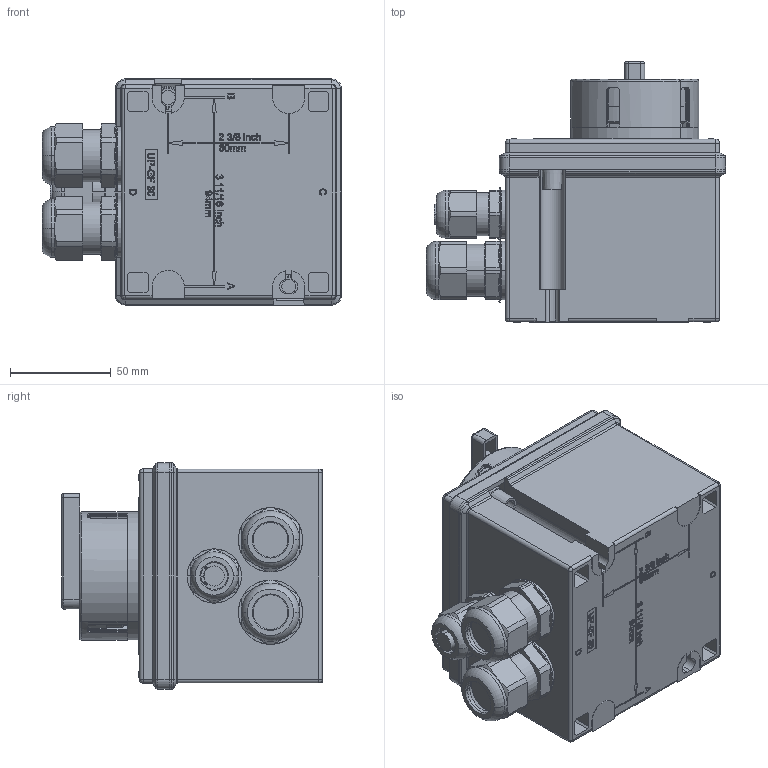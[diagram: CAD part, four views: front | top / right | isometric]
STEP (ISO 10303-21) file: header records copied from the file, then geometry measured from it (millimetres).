
FILE_DESCRIPTION (( 'STEP AP203' ), '1' );
FILE_NAME ('8146_5-V37-300-50-__50.STEP', '2015-05-06T10:01:37', ( '' ), ( '' ), 'SwSTEP 2.0', 'SolidWorks 2015', '' );
FILE_SCHEMA (( 'CONFIG_CONTROL_DESIGN' ));
Length unit declared in the file: millimetre
Products named in the file (33): 81_469_61_04_0_3d export; 86_029_05_16_0_schwarz ohne schrift; 81_610_95_01_0_229917_Dichtung; 81_619_01_59_0_138562_Gr.8; 81_616_05_30_0_RDE_M20; 81_616_05_30_0_Anschlussgewindedichtung_M20; 81_460_93_05_0_Dichtung; 81_469_01_91_0; 509_642_0; 81_610_95_01_0_229918_Hutmutter_Standatd; 86_029_06_95_0; 81_610_95_01_0_229918_Stutzen; 85_379_05_25_0_85 379 05 25 0; 81_610_95_01_0_229917_Stutzen_Vereinfacht; 86_029_01_14_0; 81_469_74_05_0; 81_610_45_37_0_M20_Vereinfacht; 520_086_0; 85_370_05_25_0_3d export; 81_610_95_01_0_M25_Vereinfacht; 81_610_95_01_0_229917_Hutmutter; 85_378_01_16_0_3d export; 81_460_93_05_0; 81_616_05_30_0_Anschlussgewindedichtung_M25; 81_616_05_30_0_RDE_M25; 8146_5-V37-300-50-__50; 8161_Staubschutzkappe_M25; 81_610_95_01_0_229918_Dichtung; 86_029_11_85_0_0.OFF I.ON; 86_020_64_02_0_3d export
Assembly tree (42 placements, depth 4):
  520_086_0
  8146_5-V37-300-50-__50
    81_469_61_04_0_3d export
      81_469_61_04_0_3d export
      81_469_01_91_0  x4
    509_642_0  x4
    81_460_93_05_0
      81_469_74_05_0
      81_460_93_05_0_Dichtung
    85_378_01_16_0_3d export
      86_020_64_02_0_3d export
        86_029_05_16_0_schwarz ohne schrift
        86_029_11_85_0_0.OFF I.ON
        86_029_01_14_0
      85_370_05_25_0_3d export
        85_379_05_25_0_85 379 05 25 0
      86_029_06_95_0
    81_610_45_37_0_M20_Vereinfacht
      81_610_95_01_0_229917_Stutzen_Vereinfacht
      81_610_95_01_0_229917_Dichtung
      81_610_95_01_0_229917_Hutmutter
      81_616_05_30_0_Anschlussgewindedichtung_M20
      81_616_05_30_0_RDE_M20
      81_619_01_59_0_138562_Gr.8
    81_610_95_01_0_M25_Vereinfacht
      81_610_95_01_0_229918_Stutzen
      81_610_95_01_0_229918_Dichtung
      81_610_95_01_0_229918_Hutmutter_Standatd
      81_616_05_30_0_Anschlussgewindedichtung_M25
      8161_Staubschutzkappe_M25
      81_616_05_30_0_RDE_M25
    81_610_95_01_0_M25_Vereinfacht
      81_610_95_01_0_229918_Stutzen
      81_610_95_01_0_229918_Dichtung
      81_610_95_01_0_229918_Hutmutter_Standatd
      81_616_05_30_0_Anschlussgewindedichtung_M25
      8161_Staubschutzkappe_M25
      81_616_05_30_0_RDE_M25
Bounding box: 148.76 x 129.5 x 112.5 mm (x, y, z)
Volume: 357919.8 mm3; surface area: 244272 mm2
Topology: 35 solids, 35 shells, 4203 faces, 11060 edges, 7088 vertices
Faces by surface type: plane 1951, cylinder 856, bspline 775, cone 416, torus 201, sphere 4
Entity records: 159158 total; most frequent: CARTESIAN_POINT 63647, ORIENTED_EDGE 20408, DIRECTION 17058, EDGE_CURVE 10204, VERTEX_POINT 6583, VECTOR 5930, LINE 5930, AXIS2_PLACEMENT_3D 5564
